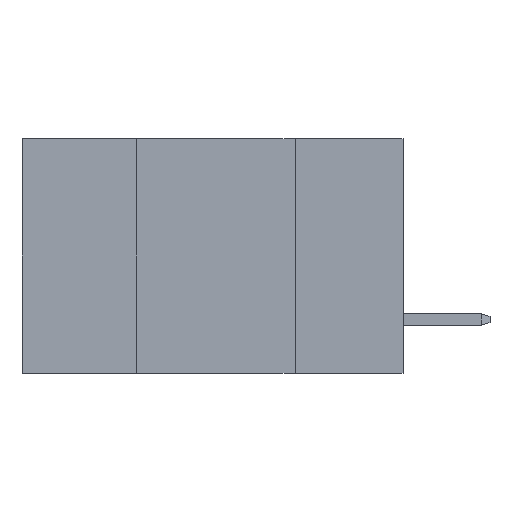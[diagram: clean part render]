
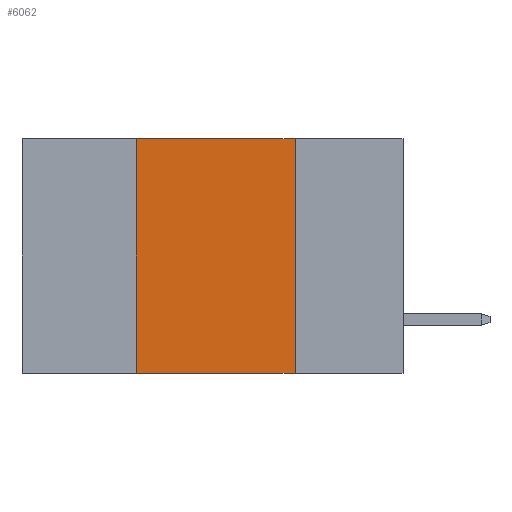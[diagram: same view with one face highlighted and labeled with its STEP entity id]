
A CAD part, left-side view. The second image highlights one B-rep face of the part: STEP entity #6062.
In plain terms, the highlighted planar face has unit normal (-1, 0, 0).
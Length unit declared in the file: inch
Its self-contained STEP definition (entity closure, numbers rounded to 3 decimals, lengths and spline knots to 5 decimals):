
#526 = ORIENTED_EDGE ( 'NONE', *, *, #2590, .F. ) ;
#919 = EDGE_LOOP ( 'NONE', ( #3092, #8251, #526, #9826 ) ) ;
#1258 = LINE ( 'NONE', #4806, #8427 ) ;
#1438 = EDGE_CURVE ( 'NONE', #8768, #2943, #1919, .T. ) ;
#1557 = DIRECTION ( 'NONE',  ( 0., 0., -1. ) ) ;
#1919 = LINE ( 'NONE', #3716, #2218 ) ;
#2137 = LINE ( 'NONE', #10806, #3797 ) ;
#2218 = VECTOR ( 'NONE', #8944, 39.37008 ) ;
#2254 = PLANE ( 'NONE',  #7261 ) ;
#2573 = CARTESIAN_POINT ( 'NONE',  ( 0., 0.17, 0. ) ) ;
#2590 = EDGE_CURVE ( 'NONE', #8768, #3769, #3719, .T. ) ;
#2779 = DIRECTION ( 'NONE',  ( 0., 0., 1. ) ) ;
#2836 = CARTESIAN_POINT ( 'NONE',  ( 0., 0.42, 0. ) ) ;
#2943 = VERTEX_POINT ( 'NONE', #6818 ) ;
#2994 = DIRECTION ( 'NONE',  ( 0., -1., 0. ) ) ;
#3092 = ORIENTED_EDGE ( 'NONE', *, *, #11025, .F. ) ;
#3716 = CARTESIAN_POINT ( 'NONE',  ( 0., 0.6, -0.37 ) ) ;
#3719 = LINE ( 'NONE', #2836, #5373 ) ;
#3769 = VERTEX_POINT ( 'NONE', #10317 ) ;
#3797 = VECTOR ( 'NONE', #2994, 39.37008 ) ;
#4806 = CARTESIAN_POINT ( 'NONE',  ( 0., 0.17, 0. ) ) ;
#5373 = VECTOR ( 'NONE', #2779, 39.37008 ) ;
#5958 = CARTESIAN_POINT ( 'NONE',  ( 0., 0.6, 0. ) ) ;
#6062 = ADVANCED_FACE ( 'NONE', ( #9216 ), #2254, .F. ) ;
#6811 = DIRECTION ( 'NONE',  ( 1., 0., 0. ) ) ;
#6818 = CARTESIAN_POINT ( 'NONE',  ( 0., 0.17, -0.37 ) ) ;
#7261 = AXIS2_PLACEMENT_3D ( 'NONE', #5958, #6811, #1557 ) ;
#7338 = VERTEX_POINT ( 'NONE', #2573 ) ;
#8251 = ORIENTED_EDGE ( 'NONE', *, *, #8788, .F. ) ;
#8303 = DIRECTION ( 'NONE',  ( 0., 0., -1. ) ) ;
#8427 = VECTOR ( 'NONE', #8303, 39.37008 ) ;
#8768 = VERTEX_POINT ( 'NONE', #9520 ) ;
#8788 = EDGE_CURVE ( 'NONE', #3769, #7338, #2137, .T. ) ;
#8944 = DIRECTION ( 'NONE',  ( 0., -1., 0. ) ) ;
#9216 = FACE_OUTER_BOUND ( 'NONE', #919, .T. ) ;
#9520 = CARTESIAN_POINT ( 'NONE',  ( 0., 0.42, -0.37 ) ) ;
#9826 = ORIENTED_EDGE ( 'NONE', *, *, #1438, .T. ) ;
#10317 = CARTESIAN_POINT ( 'NONE',  ( 0., 0.42, 0. ) ) ;
#10806 = CARTESIAN_POINT ( 'NONE',  ( 0., 0.6, 0. ) ) ;
#11025 = EDGE_CURVE ( 'NONE', #7338, #2943, #1258, .T. ) ;
